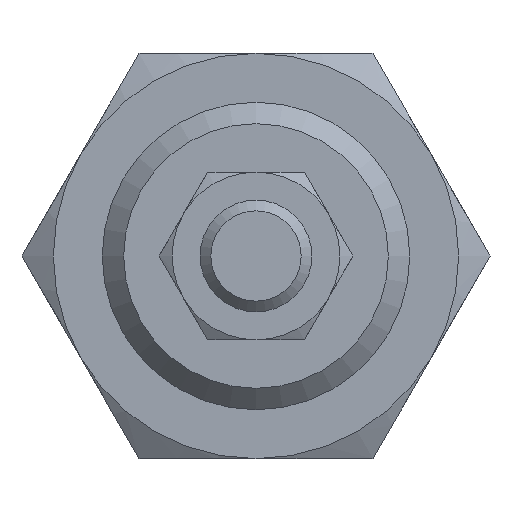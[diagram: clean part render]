
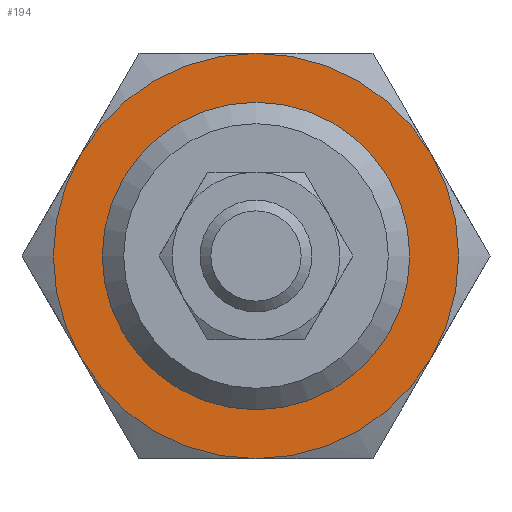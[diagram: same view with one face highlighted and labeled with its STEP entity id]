
A CAD part, left-side view. The second image highlights one B-rep face of the part: STEP entity #194.
In plain terms, the highlighted planar face has unit normal (-1, 0, 0).
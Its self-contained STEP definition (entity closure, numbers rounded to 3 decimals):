
#194 = ADVANCED_FACE( '', ( #363, #364 ), #365, .F. );
#363 = FACE_OUTER_BOUND( '', #669, .T. );
#364 = FACE_BOUND( '', #670, .T. );
#365 = PLANE( '', #671 );
#669 = EDGE_LOOP( '', ( #1080, #1081, #1082, #1083, #1084, #1085 ) );
#670 = EDGE_LOOP( '', ( #1086 ) );
#671 = AXIS2_PLACEMENT_3D( '', #1087, #1088, #1089 );
#1080 = ORIENTED_EDGE( '', *, *, #1905, .F. );
#1081 = ORIENTED_EDGE( '', *, *, #1871, .F. );
#1082 = ORIENTED_EDGE( '', *, *, #1906, .F. );
#1083 = ORIENTED_EDGE( '', *, *, #1904, .F. );
#1084 = ORIENTED_EDGE( '', *, *, #1907, .F. );
#1085 = ORIENTED_EDGE( '', *, *, #1908, .F. );
#1086 = ORIENTED_EDGE( '', *, *, #1909, .T. );
#1087 = CARTESIAN_POINT( '', ( -11., 0., 0. ) );
#1088 = DIRECTION( '', ( 1., 0., 0. ) );
#1089 = DIRECTION( '', ( 0., 0., -1. ) );
#1871 = EDGE_CURVE( '', #2172, #2170, #2174, .T. );
#1904 = EDGE_CURVE( '', #2194, #2188, #2231, .T. );
#1905 = EDGE_CURVE( '', #2170, #2232, #2233, .T. );
#1906 = EDGE_CURVE( '', #2188, #2172, #2234, .T. );
#1907 = EDGE_CURVE( '', #2160, #2194, #2235, .T. );
#1908 = EDGE_CURVE( '', #2232, #2160, #2236, .T. );
#1909 = EDGE_CURVE( '', #2237, #2237, #2238, .T. );
#2160 = VERTEX_POINT( '', #2732 );
#2170 = VERTEX_POINT( '', #2759 );
#2172 = VERTEX_POINT( '', #2766 );
#2174 = CIRCLE( '', #2775, 14.5 );
#2188 = VERTEX_POINT( '', #2808 );
#2194 = VERTEX_POINT( '', #2828 );
#2231 = CIRCLE( '', #2897, 14.5 );
#2232 = VERTEX_POINT( '', #2898 );
#2233 = CIRCLE( '', #2899, 14.5 );
#2234 = CIRCLE( '', #2900, 14.5 );
#2235 = CIRCLE( '', #2901, 14.5 );
#2236 = CIRCLE( '', #2902, 14.5 );
#2237 = VERTEX_POINT( '', #2903 );
#2238 = CIRCLE( '', #2904, 11. );
#2732 = CARTESIAN_POINT( '', ( -11., 0., 14.5 ) );
#2759 = CARTESIAN_POINT( '', ( -11., 12.557, -7.25 ) );
#2766 = CARTESIAN_POINT( '', ( -11., 0., -14.5 ) );
#2775 = AXIS2_PLACEMENT_3D( '', #3534, #3535, #3536 );
#2808 = CARTESIAN_POINT( '', ( -11., -12.557, -7.25 ) );
#2828 = CARTESIAN_POINT( '', ( -11., -12.557, 7.25 ) );
#2897 = AXIS2_PLACEMENT_3D( '', #3592, #3593, #3594 );
#2898 = CARTESIAN_POINT( '', ( -11., 12.557, 7.25 ) );
#2899 = AXIS2_PLACEMENT_3D( '', #3595, #3596, #3597 );
#2900 = AXIS2_PLACEMENT_3D( '', #3598, #3599, #3600 );
#2901 = AXIS2_PLACEMENT_3D( '', #3601, #3602, #3603 );
#2902 = AXIS2_PLACEMENT_3D( '', #3604, #3605, #3606 );
#2903 = CARTESIAN_POINT( '', ( -11., 0., -11. ) );
#2904 = AXIS2_PLACEMENT_3D( '', #3607, #3608, #3609 );
#3534 = CARTESIAN_POINT( '', ( -11., 0., 0. ) );
#3535 = DIRECTION( '', ( 1., 0., 0. ) );
#3536 = DIRECTION( '', ( 0., 0., -1. ) );
#3592 = CARTESIAN_POINT( '', ( -11., 0., 0. ) );
#3593 = DIRECTION( '', ( 1., 0., 0. ) );
#3594 = DIRECTION( '', ( 0., 0., -1. ) );
#3595 = CARTESIAN_POINT( '', ( -11., 0., 0. ) );
#3596 = DIRECTION( '', ( 1., 0., 0. ) );
#3597 = DIRECTION( '', ( 0., 0., -1. ) );
#3598 = CARTESIAN_POINT( '', ( -11., 0., 0. ) );
#3599 = DIRECTION( '', ( 1., 0., 0. ) );
#3600 = DIRECTION( '', ( 0., 0., -1. ) );
#3601 = CARTESIAN_POINT( '', ( -11., 0., 0. ) );
#3602 = DIRECTION( '', ( 1., 0., 0. ) );
#3603 = DIRECTION( '', ( 0., 0., -1. ) );
#3604 = CARTESIAN_POINT( '', ( -11., 0., 0. ) );
#3605 = DIRECTION( '', ( 1., 0., 0. ) );
#3606 = DIRECTION( '', ( 0., 0., -1. ) );
#3607 = CARTESIAN_POINT( '', ( -11., 0., 0. ) );
#3608 = DIRECTION( '', ( 1., 0., 0. ) );
#3609 = DIRECTION( '', ( 0., 0., -1. ) );
